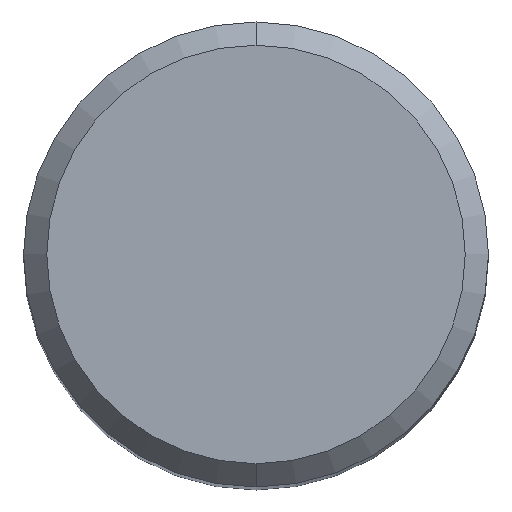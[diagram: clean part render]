
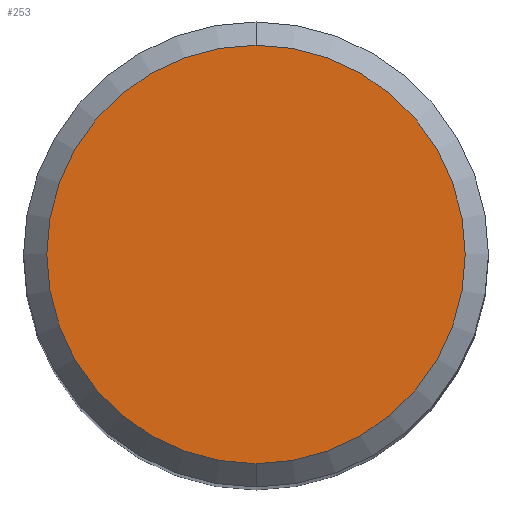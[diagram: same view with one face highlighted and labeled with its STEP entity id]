
A CAD part, top view. The second image highlights one B-rep face of the part: STEP entity #253.
In plain terms, the highlighted planar face has unit normal (0, 0, 1).
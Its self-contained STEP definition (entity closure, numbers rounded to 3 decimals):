
#253=ADVANCED_FACE('',(#487),#488,.T.);
#277=VERTEX_POINT('',#515);
#279=VERTEX_POINT('',#517);
#299=EDGE_CURVE('',#277,#279,#540,.T.);
#323=EDGE_CURVE('',#279,#277,#568,.T.);
#487=FACE_OUTER_BOUND('',#771,.T.);
#488=PLANE('',#772);
#515=CARTESIAN_POINT('',(0.,-7.2,0.0));
#517=CARTESIAN_POINT('',(0.0,7.2,0.0));
#540=CIRCLE('',#834,7.2);
#568=CIRCLE('',#871,7.2);
#771=EDGE_LOOP('',(#1058,#1059));
#772=AXIS2_PLACEMENT_3D('',#1060,#1061,#1062);
#834=AXIS2_PLACEMENT_3D('',#1123,#1124,#1125);
#871=AXIS2_PLACEMENT_3D('',#1167,#1168,#1169);
#1058=ORIENTED_EDGE('',*,*,#323,.F.);
#1059=ORIENTED_EDGE('',*,*,#299,.F.);
#1060=CARTESIAN_POINT('',(0.0,3.6,0.0));
#1061=DIRECTION('',(-0.0,0.0,1.0));
#1062=DIRECTION('',(0.0,-1.0,0.0));
#1123=CARTESIAN_POINT('',(0.0,0.0,0.0));
#1124=DIRECTION('',(0.0,0.0,-1.0));
#1125=DIRECTION('',(0.0,1.0,0.0));
#1167=CARTESIAN_POINT('',(0.0,0.0,0.0));
#1168=DIRECTION('',(0.0,0.0,-1.0));
#1169=DIRECTION('',(0.0,1.0,0.0));
